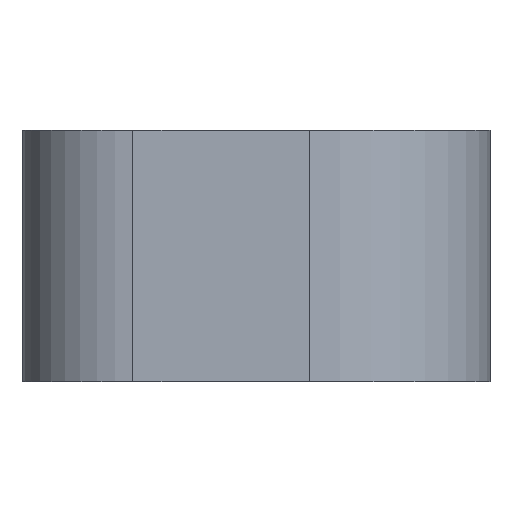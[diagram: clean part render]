
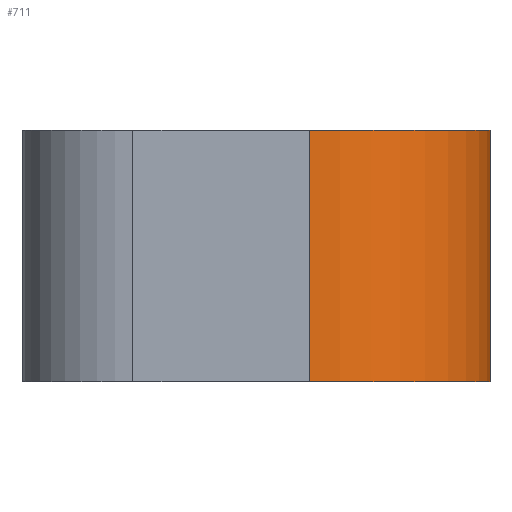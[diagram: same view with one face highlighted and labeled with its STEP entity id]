
A CAD part, left-side view. The second image highlights one B-rep face of the part: STEP entity #711.
In plain terms, the highlighted cylindrical face has radius 0.26 mm (diameter 0.52 mm), a partial arc.
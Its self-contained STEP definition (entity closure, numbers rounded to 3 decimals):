
#418=CARTESIAN_POINT('POINT33',(0.26,0.,4.));
#419=VERTEX_POINT('VERTEX33',#418);
#426=CARTESIAN_POINT('POINT34',(0.,0.26,4.));
#427=VERTEX_POINT('VERTEX34',#426);
#428=CARTESIAN_POINT('POS48',(0.26,0.26,4.));
#429=DIRECTION('DIR71',(0.,0.,1.));
#430=DIRECTION('DIR72',(1.,0.,0.));
#431=AXIS2_PLACEMENT_3D('AXIS24',#428,#429,#430);
#432=CIRCLE('ELLIPSE14',#431,0.26);
#433=EDGE_CURVE('EDGE47',#419,#427,#432,.F.);
#664=CARTESIAN_POINT('POINT52',(0.26,0.,4.361));
#665=VERTEX_POINT('VERTEX52',#664);
#672=CARTESIAN_POINT('POS70',(0.26,0.,4.361));
#673=DIRECTION('DIR107',(0.,0.,-1.));
#674=VECTOR('VEC33',#673,1.);
#675=LINE('STRAIGHT33',#672,#674);
#676=EDGE_CURVE('EDGE69',#665,#419,#675,.T.);
#687=ORIENTED_EDGE('COEDGE117',*,*,#676,.F.);
#688=CARTESIAN_POINT('POINT53',(0.,0.26,4.361));
#689=VERTEX_POINT('VERTEX53',#688);
#690=CARTESIAN_POINT('POS72',(0.26,0.26,4.361));
#691=DIRECTION('DIR110',(0.,0.,1.));
#692=DIRECTION('DIR111',(1.,0.,0.));
#693=AXIS2_PLACEMENT_3D('AXIS39',#690,#691,#692);
#694=CIRCLE('ELLIPSE23',#693,0.26);
#695=EDGE_CURVE('EDGE70',#689,#665,#694,.T.);
#696=ORIENTED_EDGE('COEDGE118',*,*,#695,.F.);
#697=CARTESIAN_POINT('POS73',(0.,0.26,4.361));
#698=DIRECTION('DIR112',(0.,0.,-1.));
#699=VECTOR('VEC34',#698,1.);
#700=LINE('STRAIGHT34',#697,#699);
#701=EDGE_CURVE('EDGE71',#689,#427,#700,.T.);
#702=ORIENTED_EDGE('COEDGE119',*,*,#701,.T.);
#703=ORIENTED_EDGE('COEDGE120',*,*,#433,.F.);
#704=EDGE_LOOP('NONE',(#687,#696,#702,#703));
#705=FACE_BOUND('LOOP1',#704,.T.);
#706=CARTESIAN_POINT('POS74',(0.26,0.26,4.361));
#707=DIRECTION('DIR113',(0.,0.,-1.));
#708=DIRECTION('DIR114',(1.,0.,0.));
#709=AXIS2_PLACEMENT_3D('AXIS40',#706,#707,#708);
#710=CYLINDRICAL_SURFACE('CONE_SURF8',#709,0.26);
#711=ADVANCED_FACE('FACE22',(#705),#710,.T.);
